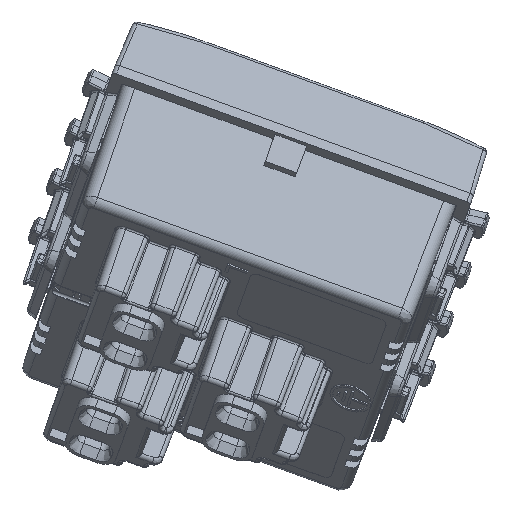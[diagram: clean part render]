
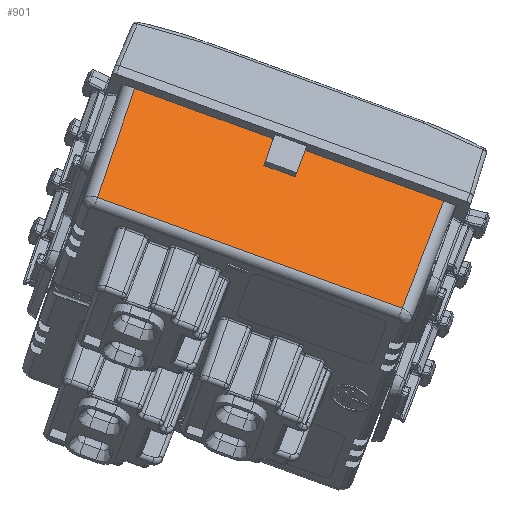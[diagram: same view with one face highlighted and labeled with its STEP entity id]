
A CAD part, left-side view. The second image highlights one B-rep face of the part: STEP entity #901.
In plain terms, the highlighted face is planar.
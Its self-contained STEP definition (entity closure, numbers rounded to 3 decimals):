
#642=CARTESIAN_POINT('Vertex',(19.4,-20.55,0.)) ;
#645=CARTESIAN_POINT('Line Origine',(19.233,-20.382,-9.6)) ;
#649=CARTESIAN_POINT('Vertex',(19.082,-20.232,-18.217)) ;
#839=CARTESIAN_POINT('Line Origine',(-19.233,-20.382,-9.6)) ;
#843=CARTESIAN_POINT('Vertex',(-19.082,-20.232,-18.217)) ;
#845=CARTESIAN_POINT('Vertex',(-19.4,-20.55,0.)) ;
#880=CARTESIAN_POINT('Axis2P3D Location',(0.,-20.55,0.)) ;
#885=CARTESIAN_POINT('Line Origine',(0.,-20.55,0.)) ;
#890=CARTESIAN_POINT('Line Origine',(0.,-20.232,-18.217)) ;
#646=DIRECTION('Vector Direction',(0.017,-0.017,1.)) ;
#840=DIRECTION('Vector Direction',(-0.017,-0.017,1.)) ;
#881=DIRECTION('Axis2P3D Direction',(0.,-1.,-0.017)) ;
#882=DIRECTION('Axis2P3D XDirection',(1.,0.,0.)) ;
#886=DIRECTION('Vector Direction',(1.,0.,0.)) ;
#891=DIRECTION('Vector Direction',(1.,0.,0.)) ;
#883=AXIS2_PLACEMENT_3D('Plane Axis2P3D',#880,#881,#882) ;
#896=ORIENTED_EDGE('',*,*,#651,.T.) ;
#897=ORIENTED_EDGE('',*,*,#889,.T.) ;
#898=ORIENTED_EDGE('',*,*,#847,.F.) ;
#899=ORIENTED_EDGE('',*,*,#894,.F.) ;
#647=VECTOR('Line Direction',#646,1.) ;
#841=VECTOR('Line Direction',#840,1.) ;
#887=VECTOR('Line Direction',#886,1.) ;
#892=VECTOR('Line Direction',#891,1.) ;
#901=ADVANCED_FACE('PartBody',(#900),#884,.T.) ;
#651=EDGE_CURVE('',#650,#643,#648,.T.) ;
#847=EDGE_CURVE('',#844,#846,#842,.T.) ;
#889=EDGE_CURVE('',#643,#846,#888,.F.) ;
#894=EDGE_CURVE('',#650,#844,#893,.F.) ;
#895=EDGE_LOOP('',(#896,#897,#898,#899)) ;
#900=FACE_OUTER_BOUND('',#895,.T.) ;
#648=LINE('Line',#645,#647) ;
#842=LINE('Line',#839,#841) ;
#888=LINE('Line',#885,#887) ;
#893=LINE('Line',#890,#892) ;
#884=PLANE('',#883) ;
#643=VERTEX_POINT('',#642) ;
#650=VERTEX_POINT('',#649) ;
#844=VERTEX_POINT('',#843) ;
#846=VERTEX_POINT('',#845) ;
